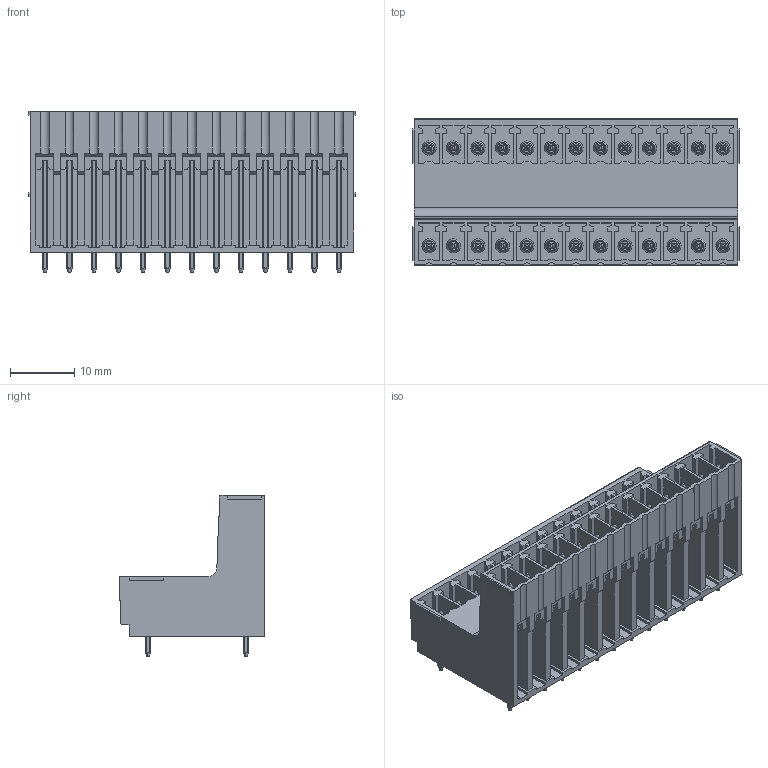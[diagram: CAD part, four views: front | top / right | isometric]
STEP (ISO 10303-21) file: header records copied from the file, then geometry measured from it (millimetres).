
FILE_DESCRIPTION(('CATIA V5 STEP Exchange','CAx-IF Rec.Pracs.--- Model Styling and Organization---1.2---2011-12-15'),'2;1');
FILE_NAME ('D1447341_0_1035590000_1035590000.stp','2018-10-13T11:13:09+00:00',('none'),('Weidmueller'),'CATIA Version 5-6 Release 2014','CATIA V5 STEP AP214','none');
FILE_SCHEMA(('AUTOMOTIVE_DESIGN { 1 0 10303 214 1 1 1 1 }'));
Length unit declared in the file: millimetre
Products named in the file (1): 1035590000
Bounding box: 50.92 x 22.7 x 25.1 mm (x, y, z)
Volume: 10469.2 mm3; surface area: 11567.5 mm2
Topology: 27 solids, 27 shells, 1494 faces, 4141 edges, 2753 vertices
Faces by surface type: plane 980, cylinder 306, cone 156, torus 52
Entity records: 48642 total; most frequent: CARTESIAN_POINT 14489, ORIENTED_EDGE 8282, DIRECTION 4990, EDGE_CURVE 4141, VECTOR 2892, LINE 2892, VERTEX_POINT 2753, EDGE_LOOP 1624
